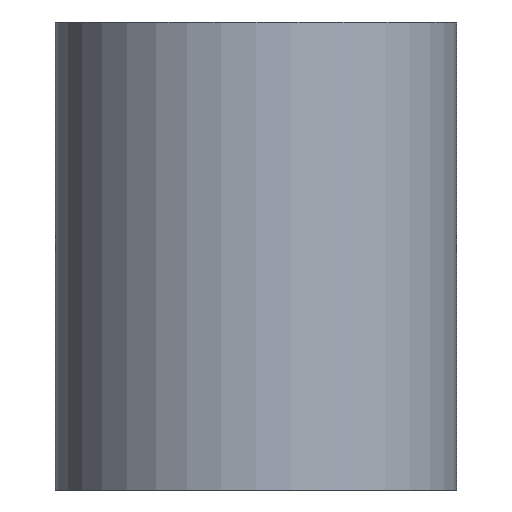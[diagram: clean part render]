
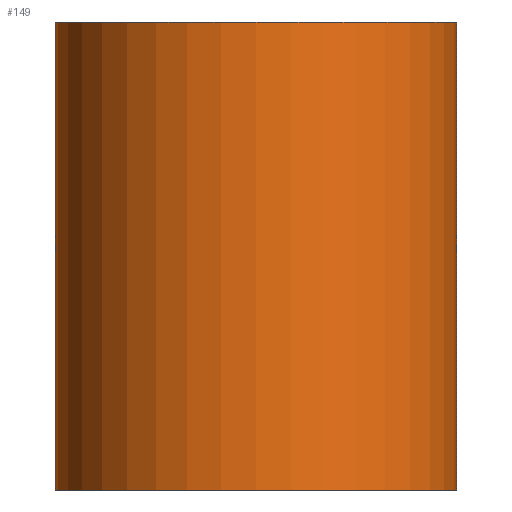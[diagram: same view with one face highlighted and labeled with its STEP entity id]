
A CAD part, front view. The second image highlights one B-rep face of the part: STEP entity #149.
In plain terms, the highlighted cylindrical face has radius 914.4 mm (diameter 1828.8 mm), a full revolution.
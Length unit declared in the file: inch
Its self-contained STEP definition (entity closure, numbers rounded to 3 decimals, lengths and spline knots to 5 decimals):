
#45=FACE_BOUND('',#64,.T.);
#49=FACE_OUTER_BOUND('',#63,.T.);
#63=EDGE_LOOP('',(#115));
#64=EDGE_LOOP('',(#116));
#77=CIRCLE('',#185,36.);
#78=CIRCLE('',#187,36.);
#85=VERTEX_POINT('',#258);
#86=VERTEX_POINT('',#261);
#97=EDGE_CURVE('',#85,#85,#77,.T.);
#98=EDGE_CURVE('',#86,#86,#78,.T.);
#115=ORIENTED_EDGE('',*,*,#97,.F.);
#116=ORIENTED_EDGE('',*,*,#98,.F.);
#144=CYLINDRICAL_SURFACE('',#186,36.);
#149=ADVANCED_FACE('',(#49,#45),#144,.T.);
#185=AXIS2_PLACEMENT_3D('',#259,#211,#212);
#186=AXIS2_PLACEMENT_3D('',#260,#213,#214);
#187=AXIS2_PLACEMENT_3D('',#262,#215,#216);
#211=DIRECTION('center_axis',(0.,0.,-1.));
#212=DIRECTION('ref_axis',(-1.,0.,0.));
#213=DIRECTION('center_axis',(0.,0.,1.));
#214=DIRECTION('ref_axis',(-1.,0.,0.));
#215=DIRECTION('center_axis',(0.,0.,1.));
#216=DIRECTION('ref_axis',(-1.,0.,0.));
#258=CARTESIAN_POINT('',(36.,24.9,-42.));
#259=CARTESIAN_POINT('Origin',(0.,24.9,-42.));
#260=CARTESIAN_POINT('Origin',(0.,24.9,0.));
#261=CARTESIAN_POINT('',(36.,24.9,42.));
#262=CARTESIAN_POINT('Origin',(0.,24.9,42.));
